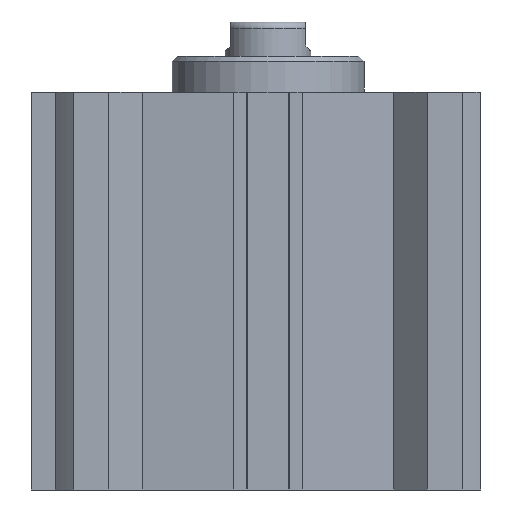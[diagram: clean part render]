
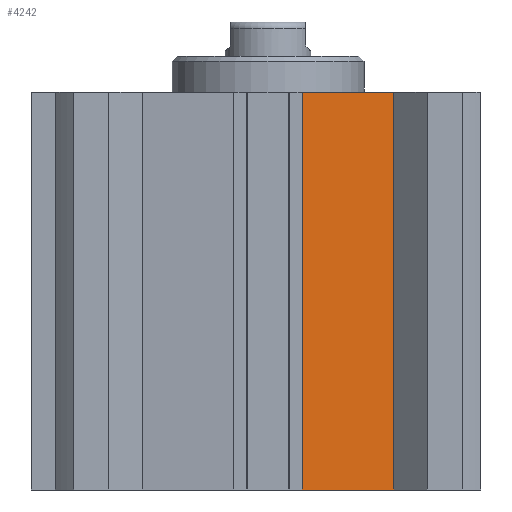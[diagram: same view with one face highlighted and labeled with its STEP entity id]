
A CAD part, left-side view. The second image highlights one B-rep face of the part: STEP entity #4242.
In plain terms, the highlighted planar face has unit normal (-0.996, -0.087, 0).
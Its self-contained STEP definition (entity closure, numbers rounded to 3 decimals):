
#704=CARTESIAN_POINT('',(-52.171,-36.615,0.0));
#705=VERTEX_POINT('',#704);
#712=CARTESIAN_POINT('',(-54.5,-10.,0.0));
#713=VERTEX_POINT('',#712);
#714=CARTESIAN_POINT('',(-52.171,-36.615,0.0));
#715=DIRECTION('',(-0.087,0.996,0.0));
#716=VECTOR('',#715,26.717);
#717=LINE('',#714,#716);
#718=EDGE_CURVE('',#705,#713,#717,.T.);
#1965=CARTESIAN_POINT('',(-52.171,-36.615,116.));
#1966=VERTEX_POINT('',#1965);
#2683=CARTESIAN_POINT('',(-54.5,-10.,116.));
#2684=VERTEX_POINT('',#2683);
#2691=CARTESIAN_POINT('',(-54.5,-10.,116.));
#2692=DIRECTION('',(0.087,-0.996,0.0));
#2693=VECTOR('',#2692,26.717);
#2694=LINE('',#2691,#2693);
#2695=EDGE_CURVE('',#2684,#1966,#2694,.T.);
#4215=CARTESIAN_POINT('',(-54.5,-10.,116.));
#4216=DIRECTION('',(0.0,0.0,-1.0));
#4217=VECTOR('',#4216,116.);
#4218=LINE('',#4215,#4217);
#4219=EDGE_CURVE('',#2684,#713,#4218,.T.);
#4226=CARTESIAN_POINT('',(-54.5,-10.,116.));
#4227=DIRECTION('',(-0.996,-0.087,0.0));
#4228=DIRECTION('',(0.0,0.0,1.0));
#4229=AXIS2_PLACEMENT_3D('',#4226,#4227,#4228);
#4230=PLANE('',#4229);
#4231=ORIENTED_EDGE('',*,*,#718,.F.);
#4232=CARTESIAN_POINT('',(-52.171,-36.615,116.));
#4233=DIRECTION('',(0.0,0.0,-1.0));
#4234=VECTOR('',#4233,116.);
#4235=LINE('',#4232,#4234);
#4236=EDGE_CURVE('',#1966,#705,#4235,.T.);
#4237=ORIENTED_EDGE('',*,*,#4236,.F.);
#4238=ORIENTED_EDGE('',*,*,#2695,.F.);
#4239=ORIENTED_EDGE('',*,*,#4219,.T.);
#4240=EDGE_LOOP('',(#4231,#4237,#4238,#4239));
#4241=FACE_OUTER_BOUND('',#4240,.T.);
#4242=ADVANCED_FACE('',(#4241),#4230,.T.);
